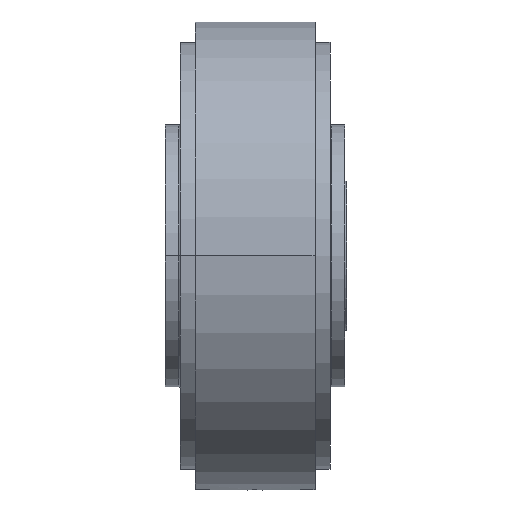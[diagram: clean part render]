
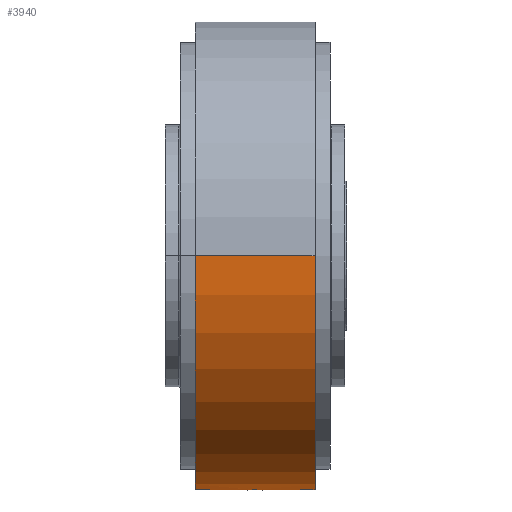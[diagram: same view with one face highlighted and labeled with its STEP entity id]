
A CAD part, front view. The second image highlights one B-rep face of the part: STEP entity #3940.
In plain terms, the highlighted cylindrical face has radius 62.5 mm (diameter 125 mm), a partial arc.
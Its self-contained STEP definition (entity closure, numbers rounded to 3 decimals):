
#18 = CARTESIAN_POINT ( 'NONE',  ( 13.239, 1.987, -62.468 ) ) ;
#95 = DIRECTION ( 'NONE',  ( -1., 0., 0. ) ) ;
#209 = FACE_OUTER_BOUND ( 'NONE', #3960, .T. ) ;
#271 = CARTESIAN_POINT ( 'NONE',  ( 12.975, -1.947, -62.47 ) ) ;
#312 = CARTESIAN_POINT ( 'NONE',  ( 15.298, -0.886, -62.494 ) ) ;
#496 = DIRECTION ( 'NONE',  ( 0., -1., 0. ) ) ;
#595 = CARTESIAN_POINT ( 'NONE',  ( 29.5, 60., -17.5 ) ) ;
#827 = CARTESIAN_POINT ( 'NONE',  ( 13.634, 2., -62.468 ) ) ;
#833 = DIRECTION ( 'NONE',  ( -1., 0., 0. ) ) ;
#863 = CARTESIAN_POINT ( 'NONE',  ( 14.019, 1.936, -62.47 ) ) ;
#922 = CARTESIAN_POINT ( 'NONE',  ( 29.5, 0., 0. ) ) ;
#1119 = ORIENTED_EDGE ( 'NONE', *, *, #10322, .T. ) ;
#1125 = VERTEX_POINT ( 'NONE', #1899 ) ;
#1308 = CARTESIAN_POINT ( 'NONE',  ( 15.398, -0.644, -62.497 ) ) ;
#1382 = CARTESIAN_POINT ( 'NONE',  ( 14.019, -1.936, -62.47 ) ) ;
#1395 = ORIENTED_EDGE ( 'NONE', *, *, #6076, .T. ) ;
#1707 = ORIENTED_EDGE ( 'NONE', *, *, #10497, .T. ) ;
#1874 = CYLINDRICAL_SURFACE ( 'NONE', #4996, 62.5 ) ;
#1898 = B_SPLINE_CURVE_WITH_KNOTS ( 'NONE', 3,
 ( #10956, #3209, #11124, #3166, #6286, #2306, #7128, #8055, #10121, #7225, #9076, #271, #4195, #4225, #8015, #1382, #8184, #9990, #11009, #5161, #4150, #11987, #9163, #6170, #312, #1308, #6200, #8108, #2255, #5218 ),
 .UNSPECIFIED., .F., .F.,
 ( 4, 2, 2, 2, 2, 2, 2, 2, 2, 2, 2, 2, 2, 2, 4 ),
 ( 0., 0., 0.001, 0.001, 0.002, 0.002, 0.003, 0.004, 0.004, 0.004, 0.005, 0.005, 0.005, 0.006, 0.006 ),
 .UNSPECIFIED. ) ;
#1899 = CARTESIAN_POINT ( 'NONE',  ( -2.5, 60., -17.5 ) ) ;
#2255 = CARTESIAN_POINT ( 'NONE',  ( 15.5, -0.131, -62.5 ) ) ;
#2296 = ORIENTED_EDGE ( 'NONE', *, *, #11065, .F. ) ;
#2306 = CARTESIAN_POINT ( 'NONE',  ( 11.703, -0.887, -62.494 ) ) ;
#2452 = VECTOR ( 'NONE', #95, 1000. ) ;
#2467 = CIRCLE ( 'NONE', #3687, 62.5 ) ;
#2728 = CARTESIAN_POINT ( 'NONE',  ( 15.099, 1.229, -62.488 ) ) ;
#2793 = CIRCLE ( 'NONE', #10539, 62.5 ) ;
#2861 = CARTESIAN_POINT ( 'NONE',  ( 14.72, 1.59, -62.48 ) ) ;
#3166 = CARTESIAN_POINT ( 'NONE',  ( 11.564, -0.518, -62.498 ) ) ;
#3209 = CARTESIAN_POINT ( 'NONE',  ( 11.5, -0.132, -62.5 ) ) ;
#3687 = AXIS2_PLACEMENT_3D ( 'NONE', #922, #833, #4827 ) ;
#3720 = CARTESIAN_POINT ( 'NONE',  ( 14.388, 1.797, -62.474 ) ) ;
#3803 = CARTESIAN_POINT ( 'NONE',  ( 12.614, 1.798, -62.474 ) ) ;
#3897 = CARTESIAN_POINT ( 'NONE',  ( 15.5, 0.261, -62.5 ) ) ;
#3940 = ADVANCED_FACE ( 'NONE', ( #6610, #209 ), #1874, .T. ) ;
#3960 = EDGE_LOOP ( 'NONE', ( #11198, #1395, #2296, #8507 ) ) ;
#3964 = CARTESIAN_POINT ( 'NONE',  ( 29.5, 60., -17.5 ) ) ;
#4150 = CARTESIAN_POINT ( 'NONE',  ( 14.821, -1.508, -62.482 ) ) ;
#4195 = CARTESIAN_POINT ( 'NONE',  ( 13.238, -2., -62.468 ) ) ;
#4225 = CARTESIAN_POINT ( 'NONE',  ( 13.63, -2., -62.468 ) ) ;
#4732 = CARTESIAN_POINT ( 'NONE',  ( 11.553, 0.527, -62.498 ) ) ;
#4815 = CARTESIAN_POINT ( 'NONE',  ( 11.765, 1.004, -62.492 ) ) ;
#4827 = DIRECTION ( 'NONE',  ( 0., -1., 0. ) ) ;
#4876 = LINE ( 'NONE', #6488, #10210 ) ;
#4996 = AXIS2_PLACEMENT_3D ( 'NONE', #6242, #6335, #496 ) ;
#5053 = CARTESIAN_POINT ( 'NONE',  ( 29.5, -62.5, 0. ) ) ;
#5117 = VERTEX_POINT ( 'NONE', #6941 ) ;
#5161 = CARTESIAN_POINT ( 'NONE',  ( 14.719, -1.591, -62.48 ) ) ;
#5218 = CARTESIAN_POINT ( 'NONE',  ( 15.5, 0., -62.5 ) ) ;
#5476 = VERTEX_POINT ( 'NONE', #8572 ) ;
#5600 = VERTEX_POINT ( 'NONE', #12518 ) ;
#5822 = CARTESIAN_POINT ( 'NONE',  ( 12.984, 1.937, -62.47 ) ) ;
#5855 = DIRECTION ( 'NONE',  ( 0., -1., 0. ) ) ;
#5876 = CARTESIAN_POINT ( 'NONE',  ( 14.146, 1.897, -62.471 ) ) ;
#5909 = CARTESIAN_POINT ( 'NONE',  ( 11.5, 0., -62.5 ) ) ;
#6076 = EDGE_CURVE ( 'NONE', #7893, #5476, #4876, .T. ) ;
#6170 = CARTESIAN_POINT ( 'NONE',  ( 15.235, -1.003, -62.492 ) ) ;
#6200 = CARTESIAN_POINT ( 'NONE',  ( 15.436, -0.519, -62.498 ) ) ;
#6242 = CARTESIAN_POINT ( 'NONE',  ( 0., 0., 0. ) ) ;
#6286 = CARTESIAN_POINT ( 'NONE',  ( 11.602, -0.645, -62.497 ) ) ;
#6335 = DIRECTION ( 'NONE',  ( -1., 0., 0. ) ) ;
#6488 = CARTESIAN_POINT ( 'NONE',  ( 0., -62.5, 0. ) ) ;
#6610 = FACE_BOUND ( 'NONE', #8571, .T. ) ;
#6814 = CARTESIAN_POINT ( 'NONE',  ( -2.5, 0., 0. ) ) ;
#6834 = CARTESIAN_POINT ( 'NONE',  ( 11.912, 1.222, -62.488 ) ) ;
#6941 = CARTESIAN_POINT ( 'NONE',  ( 11.5, 0., -62.5 ) ) ;
#7128 = CARTESIAN_POINT ( 'NONE',  ( 11.764, -1.002, -62.492 ) ) ;
#7225 = CARTESIAN_POINT ( 'NONE',  ( 12.271, -1.599, -62.48 ) ) ;
#7342 = LINE ( 'NONE', #3964, #2452 ) ;
#7534 = DIRECTION ( 'NONE',  ( -1., 0., 0. ) ) ;
#7632 = CARTESIAN_POINT ( 'NONE',  ( 13.37, 2., -62.468 ) ) ;
#7679 = CARTESIAN_POINT ( 'NONE',  ( 11.994, 1.323, -62.486 ) ) ;
#7893 = VERTEX_POINT ( 'NONE', #5053 ) ;
#7909 = DIRECTION ( 'NONE',  ( -1., 0., 0. ) ) ;
#8015 = CARTESIAN_POINT ( 'NONE',  ( 13.762, -1.987, -62.468 ) ) ;
#8055 = CARTESIAN_POINT ( 'NONE',  ( 11.909, -1.219, -62.488 ) ) ;
#8108 = CARTESIAN_POINT ( 'NONE',  ( 15.487, -0.263, -62.5 ) ) ;
#8184 = CARTESIAN_POINT ( 'NONE',  ( 14.143, -1.898, -62.471 ) ) ;
#8507 = ORIENTED_EDGE ( 'NONE', *, *, #12353, .F. ) ;
#8571 = EDGE_LOOP ( 'NONE', ( #1707, #1119 ) ) ;
#8572 = CARTESIAN_POINT ( 'NONE',  ( -2.5, -62.5, 0. ) ) ;
#8608 = CARTESIAN_POINT ( 'NONE',  ( 12.499, 1.737, -62.476 ) ) ;
#8644 = B_SPLINE_CURVE_WITH_KNOTS ( 'NONE', 3,
 ( #8696, #3897, #11687, #8748, #2728, #12465, #2861, #9724, #3720, #5876, #863, #11659, #827, #7632, #18, #5822, #10669, #3803, #8608, #9585, #10590, #7679, #6834, #4815, #12594, #4732, #12523, #5909 ),
 .UNSPECIFIED., .F., .F.,
 ( 4, 2, 2, 2, 2, 2, 2, 2, 2, 2, 2, 2, 2, 4 ),
 ( 0.006, 0.007, 0.008, 0.008, 0.009, 0.009, 0.009, 0.01, 0.01, 0.011, 0.011, 0.011, 0.012, 0.013 ),
 .UNSPECIFIED. ) ;
#8696 = CARTESIAN_POINT ( 'NONE',  ( 15.5, 0., -62.5 ) ) ;
#8748 = CARTESIAN_POINT ( 'NONE',  ( 15.248, 1.005, -62.492 ) ) ;
#9076 = CARTESIAN_POINT ( 'NONE',  ( 12.494, -1.748, -62.476 ) ) ;
#9163 = CARTESIAN_POINT ( 'NONE',  ( 15.09, -1.22, -62.488 ) ) ;
#9585 = CARTESIAN_POINT ( 'NONE',  ( 12.282, 1.592, -62.48 ) ) ;
#9724 = CARTESIAN_POINT ( 'NONE',  ( 14.503, 1.735, -62.476 ) ) ;
#9990 = CARTESIAN_POINT ( 'NONE',  ( 14.386, -1.798, -62.474 ) ) ;
#10121 = CARTESIAN_POINT ( 'NONE',  ( 11.994, -1.322, -62.486 ) ) ;
#10210 = VECTOR ( 'NONE', #7534, 1000. ) ;
#10322 = EDGE_CURVE ( 'NONE', #5600, #5117, #8644, .T. ) ;
#10497 = EDGE_CURVE ( 'NONE', #5117, #5600, #1898, .T. ) ;
#10539 = AXIS2_PLACEMENT_3D ( 'NONE', #6814, #7909, #5855 ) ;
#10590 = CARTESIAN_POINT ( 'NONE',  ( 12.179, 1.507, -62.482 ) ) ;
#10669 = CARTESIAN_POINT ( 'NONE',  ( 12.857, 1.898, -62.471 ) ) ;
#10956 = CARTESIAN_POINT ( 'NONE',  ( 11.5, 0., -62.5 ) ) ;
#11009 = CARTESIAN_POINT ( 'NONE',  ( 14.503, -1.735, -62.476 ) ) ;
#11065 = EDGE_CURVE ( 'NONE', #1125, #5476, #2793, .T. ) ;
#11124 = CARTESIAN_POINT ( 'NONE',  ( 11.513, -0.262, -62.5 ) ) ;
#11198 = ORIENTED_EDGE ( 'NONE', *, *, #11584, .T. ) ;
#11584 = EDGE_CURVE ( 'NONE', #11946, #7893, #2467, .T. ) ;
#11659 = CARTESIAN_POINT ( 'NONE',  ( 13.763, 1.987, -62.468 ) ) ;
#11687 = CARTESIAN_POINT ( 'NONE',  ( 15.448, 0.524, -62.498 ) ) ;
#11946 = VERTEX_POINT ( 'NONE', #595 ) ;
#11987 = CARTESIAN_POINT ( 'NONE',  ( 15.007, -1.321, -62.486 ) ) ;
#12353 = EDGE_CURVE ( 'NONE', #11946, #1125, #7342, .T. ) ;
#12465 = CARTESIAN_POINT ( 'NONE',  ( 14.823, 1.505, -62.482 ) ) ;
#12518 = CARTESIAN_POINT ( 'NONE',  ( 15.5, 0., -62.5 ) ) ;
#12523 = CARTESIAN_POINT ( 'NONE',  ( 11.5, 0.264, -62.5 ) ) ;
#12594 = CARTESIAN_POINT ( 'NONE',  ( 11.703, 0.888, -62.494 ) ) ;
